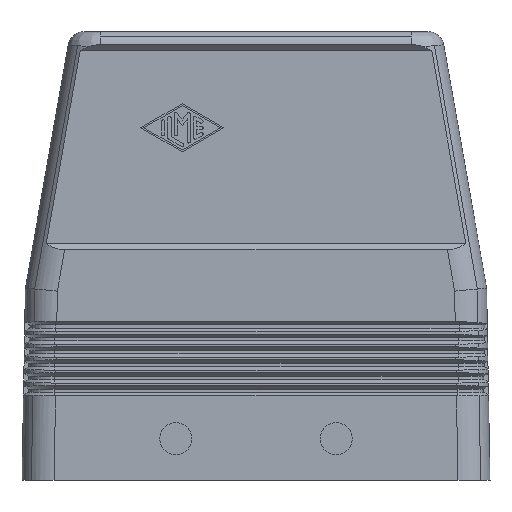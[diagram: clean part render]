
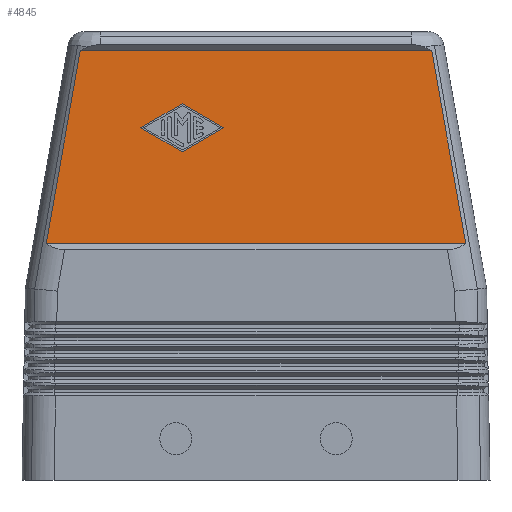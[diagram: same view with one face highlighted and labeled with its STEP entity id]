
A CAD part, front view. The second image highlights one B-rep face of the part: STEP entity #4845.
In plain terms, the highlighted planar face has unit normal (0, -1, 0).
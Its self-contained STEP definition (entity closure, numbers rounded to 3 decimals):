
#227=CARTESIAN_POINT('',(27.421,-20.5,67.0));
#228=VERTEX_POINT('',#227);
#236=CARTESIAN_POINT('',(32.711,-20.5,37.0));
#237=VERTEX_POINT('',#236);
#238=CARTESIAN_POINT('',(27.421,-20.5,67.0));
#239=DIRECTION('',(0.174,0.0,-0.985));
#240=VECTOR('',#239,30.463);
#241=LINE('',#238,#240);
#242=EDGE_CURVE('',#228,#237,#241,.T.);
#613=CARTESIAN_POINT('',(-32.711,-20.5,37.0));
#614=VERTEX_POINT('',#613);
#622=CARTESIAN_POINT('',(-27.421,-20.5,67.0));
#623=VERTEX_POINT('',#622);
#624=CARTESIAN_POINT('',(-32.711,-20.5,37.0));
#625=DIRECTION('',(0.174,0.0,0.985));
#626=VECTOR('',#625,30.463);
#627=LINE('',#624,#626);
#628=EDGE_CURVE('',#614,#623,#627,.T.);
#4053=CARTESIAN_POINT('',(-5.,-20.5,55.));
#4054=VERTEX_POINT('',#4053);
#4061=CARTESIAN_POINT('',(-11.5,-20.5,58.749));
#4062=VERTEX_POINT('',#4061);
#4063=CARTESIAN_POINT('',(-11.5,-20.5,58.749));
#4064=DIRECTION('',(0.866,0.0,-0.5));
#4065=VECTOR('',#4064,7.504);
#4066=LINE('',#4063,#4065);
#4067=EDGE_CURVE('',#4062,#4054,#4066,.T.);
#4091=CARTESIAN_POINT('',(-11.5,-20.5,51.251));
#4092=VERTEX_POINT('',#4091);
#4099=CARTESIAN_POINT('',(-5.,-20.5,55.));
#4100=DIRECTION('',(-0.866,0.0,-0.5));
#4101=VECTOR('',#4100,7.504);
#4102=LINE('',#4099,#4101);
#4103=EDGE_CURVE('',#4054,#4092,#4102,.T.);
#4122=CARTESIAN_POINT('',(-18.,-20.5,55.));
#4123=VERTEX_POINT('',#4122);
#4130=CARTESIAN_POINT('',(-11.5,-20.5,51.251));
#4131=DIRECTION('',(-0.866,0.0,0.5));
#4132=VECTOR('',#4131,7.504);
#4133=LINE('',#4130,#4132);
#4134=EDGE_CURVE('',#4092,#4123,#4133,.T.);
#4152=CARTESIAN_POINT('',(-18.,-20.5,55.));
#4153=DIRECTION('',(0.866,0.0,0.5));
#4154=VECTOR('',#4153,7.504);
#4155=LINE('',#4152,#4154);
#4156=EDGE_CURVE('',#4123,#4062,#4155,.T.);
#4818=CARTESIAN_POINT('',(0.0,-20.5,67.0));
#4819=DIRECTION('',(0.0,1.0,0.0));
#4820=DIRECTION('',(0.0,0.0,1.0));
#4821=AXIS2_PLACEMENT_3D('',#4818,#4819,#4820);
#4822=PLANE('',#4821);
#4823=ORIENTED_EDGE('',*,*,#242,.F.);
#4824=CARTESIAN_POINT('',(-27.421,-20.5,67.0));
#4825=DIRECTION('',(1.0,0.0,0.0));
#4826=VECTOR('',#4825,54.843);
#4827=LINE('',#4824,#4826);
#4828=EDGE_CURVE('',#623,#228,#4827,.T.);
#4829=ORIENTED_EDGE('',*,*,#4828,.F.);
#4830=ORIENTED_EDGE('',*,*,#628,.F.);
#4831=CARTESIAN_POINT('',(32.711,-20.5,37.0));
#4832=DIRECTION('',(-1.0,0.0,0.0));
#4833=VECTOR('',#4832,65.422);
#4834=LINE('',#4831,#4833);
#4835=EDGE_CURVE('',#237,#614,#4834,.T.);
#4836=ORIENTED_EDGE('',*,*,#4835,.F.);
#4837=EDGE_LOOP('',(#4823,#4829,#4830,#4836));
#4838=FACE_OUTER_BOUND('',#4837,.T.);
#4839=ORIENTED_EDGE('',*,*,#4067,.T.);
#4840=ORIENTED_EDGE('',*,*,#4103,.T.);
#4841=ORIENTED_EDGE('',*,*,#4134,.T.);
#4842=ORIENTED_EDGE('',*,*,#4156,.T.);
#4843=EDGE_LOOP('',(#4839,#4840,#4841,#4842));
#4844=FACE_BOUND('',#4843,.T.);
#4845=ADVANCED_FACE('',(#4838,#4844),#4822,.F.);
